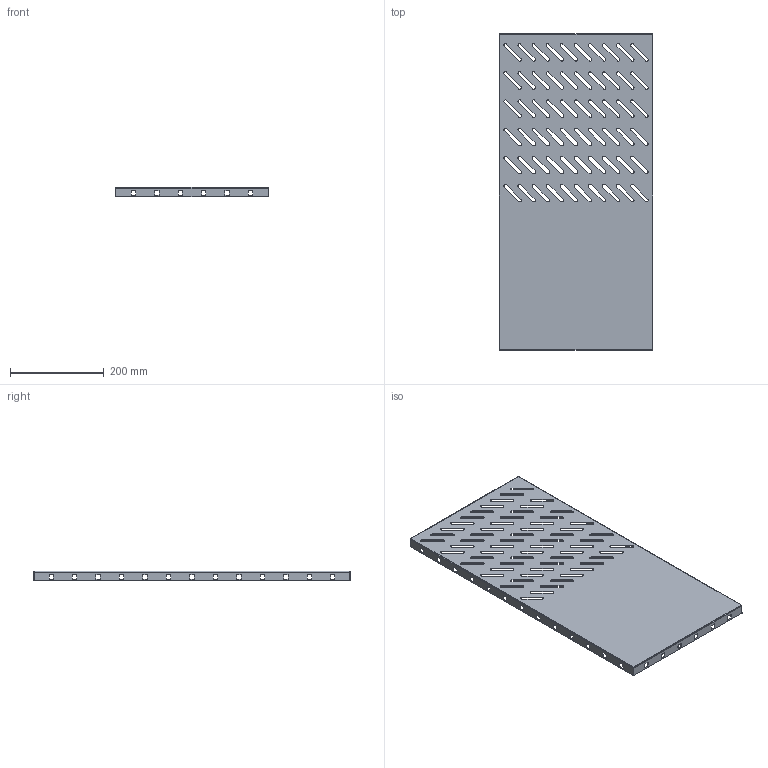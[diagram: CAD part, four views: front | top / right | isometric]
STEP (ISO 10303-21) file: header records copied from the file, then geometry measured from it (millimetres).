
FILE_DESCRIPTION (( 'STEP AP214' ), '1' );
FILE_NAME ('ÌÈ-2556.00.00.001 Ïåðåãîðîäêà ãîðèçîíòàëüíàÿ 400õ800.STEP', '2022-12-09T06:31:27', ( '' ), ( '' ), 'SwSTEP 2.0', 'SolidWorks 2021', '' );
FILE_SCHEMA (( 'AUTOMOTIVE_DESIGN' ));
Length unit declared in the file: millimetre
Products named in the file (1): ÌÈ-2556.00.00.001 Ïåðåãîðîäêà ãîðèçîíòàëüíàÿ 400õ800
Bounding box: 328 x 675 x 21 mm (x, y, z)
Volume: 236238.8 mm3; surface area: 482572.4 mm2
Topology: 1 solids, 1 shells, 490 faces, 1432 edges, 944 vertices
Faces by surface type: plane 294, cylinder 188, bspline 8
Entity records: 17298 total; most frequent: CARTESIAN_POINT 3619, ORIENTED_EDGE 2864, DIRECTION 2730, EDGE_CURVE 1432, LINE 1044, VECTOR 1044, VERTEX_POINT 944, AXIS2_PLACEMENT_3D 843
